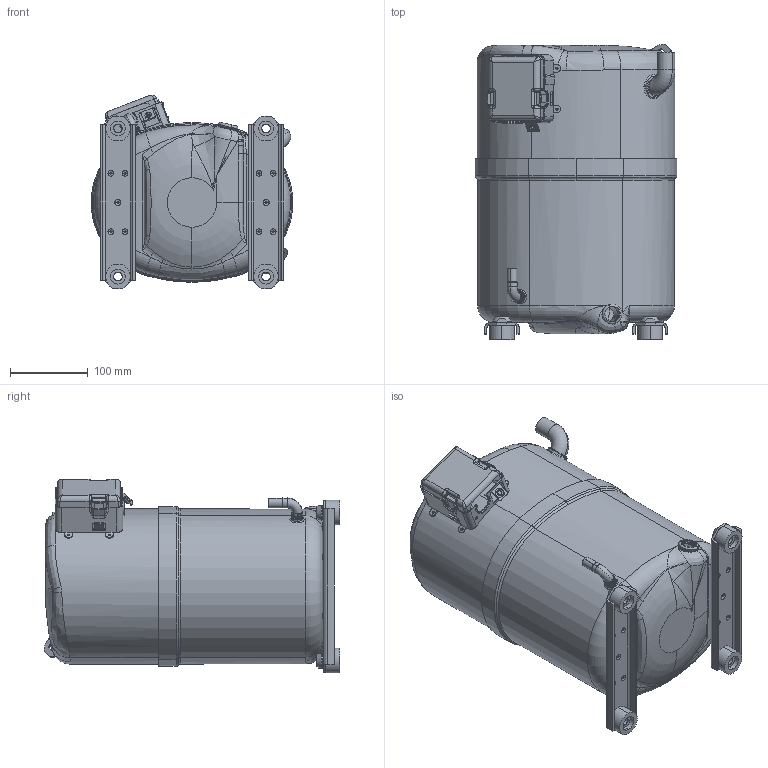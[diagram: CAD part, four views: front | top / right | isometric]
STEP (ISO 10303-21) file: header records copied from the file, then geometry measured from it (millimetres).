
FILE_DESCRIPTION (( 'STEP AP203' ), '1' );
FILE_NAME ('703041F.STEP', '2012-04-27T13:43:35', ( '' ), ( '' ), 'SwSTEP 2.0', 'SolidWorks 2012', '' );
FILE_SCHEMA (( 'CONFIG_CONTROL_DESIGN' ));
Length unit declared in the file: inch
Products named in the file (1): 703041F
Bounding box: 258.77 x 379.67 x 249.26 mm (x, y, z)
Surface area: 477128.2 mm2 (no closed solid volume)
Topology: 0 solids, 32 shells, 641 faces, 2072 edges, 1425 vertices
Faces by surface type: plane 203, cylinder 192, bspline 96, torus 94, sphere 46, cone 10
Entity records: 39734 total; most frequent: CARTESIAN_POINT 22375, DIRECTION 3501, ORIENTED_EDGE 3422, EDGE_CURVE 2046, VERTEX_POINT 1425, AXIS2_PLACEMENT_3D 1310, LINE 881, VECTOR 881
